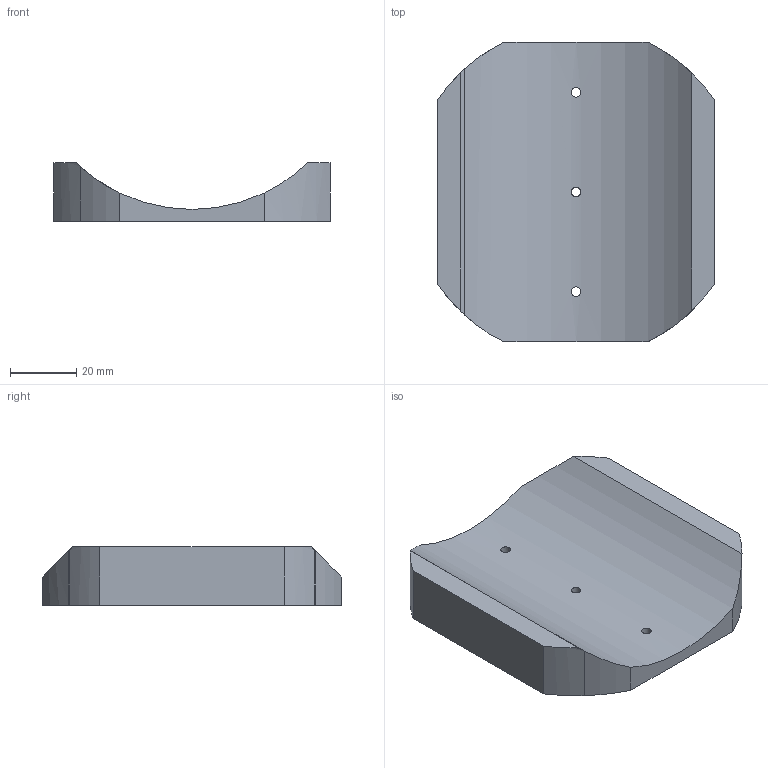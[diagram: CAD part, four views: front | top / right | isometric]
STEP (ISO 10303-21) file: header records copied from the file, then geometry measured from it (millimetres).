
FILE_DESCRIPTION(/* description */ (''),/* implementation_level */ '2;1');
FILE_NAME(/* name */ 'SHOULDER DRIVE (1) V3.step',/* time_stamp */ '2024-08-06T01:41:34-04:00',/* author */ (''),/* organization */ (''),/* preprocessor_version */ 'ST-DEVELOPER v20',/* originating_system */ 'Autodesk Translation Framework v13.14.0.145',/* authorisation */ '');
FILE_SCHEMA (('AUTOMOTIVE_DESIGN { 1 0 10303 214 3 1 1 }'));
Length unit declared in the file: millimetre
Products named in the file (1): SHOULDER V2
Bounding box: 83.15 x 90.1 x 17.59 mm (x, y, z)
Volume: 61872.7 mm3; surface area: 18476.5 mm2
Topology: 1 solids, 1 shells, 21 faces, 60 edges, 41 vertices
Faces by surface type: cylinder 11, plane 10
Full cylindrical faces by diameter (mm): 2.85 x3
Entity records: 870 total; most frequent: CARTESIAN_POINT 273, ORIENTED_EDGE 120, DIRECTION 105, EDGE_CURVE 60, VERTEX_POINT 41, AXIS2_PLACEMENT_3D 37, LINE 31, VECTOR 31
